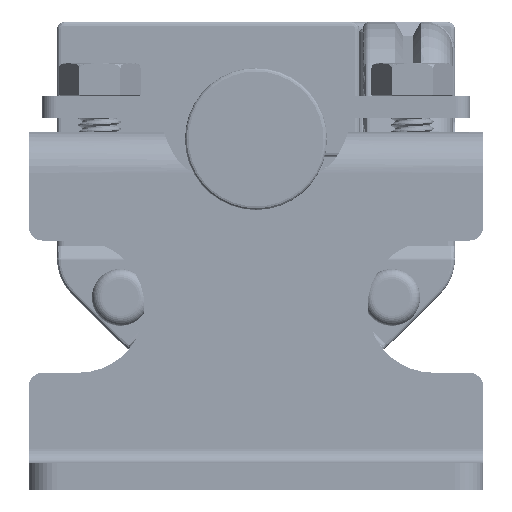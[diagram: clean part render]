
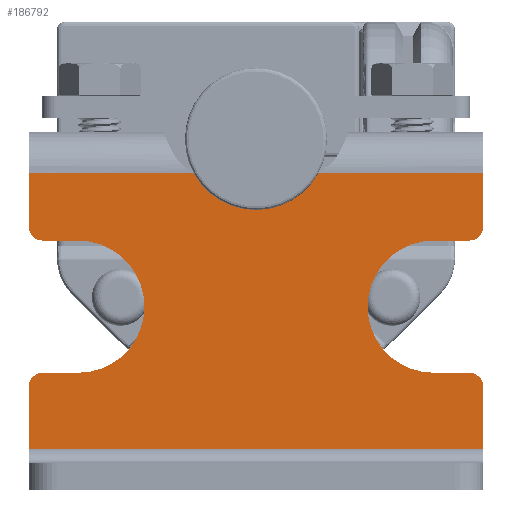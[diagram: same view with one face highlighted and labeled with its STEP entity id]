
A CAD part, front view. The second image highlights one B-rep face of the part: STEP entity #186792.
In plain terms, the highlighted planar face has unit normal (0, -1, 0).
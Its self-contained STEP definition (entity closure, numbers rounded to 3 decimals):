
#176250=CARTESIAN_POINT('',(-3.666,-1.9,21.3));
#176251=DIRECTION('',(0.,-1.,0.));
#176252=DIRECTION('',(0.733,0.,0.68));
#176253=AXIS2_PLACEMENT_3D('',#176250,#176251,#176252);
#176255=CARTESIAN_POINT('',(0.,-1.9,24.7));
#176256=DIRECTION('',(0.,1.,0.));
#176257=DIRECTION('',(0.733,0.,-0.68));
#176258=AXIS2_PLACEMENT_3D('',#176255,#176256,#176257);
#176260=CARTESIAN_POINT('',(3.666,-1.9,21.3));
#176261=DIRECTION('',(0.,-1.,0.));
#176262=DIRECTION('',(0.,0.,1.));
#176263=AXIS2_PLACEMENT_3D('',#176260,#176261,#176262);
#176265=DIRECTION('',(-1.,0.,0.));
#176266=VECTOR('',#176265,0.313);
#176267=CARTESIAN_POINT('',(3.979,-1.9,22.3));
#176268=LINE('',#176267,#176266);
#176269=CARTESIAN_POINT('',(15.,-1.9,18.55));
#176270=DIRECTION('',(0.,-1.,0.));
#176271=DIRECTION('',(0.,0.,-1.));
#176272=AXIS2_PLACEMENT_3D('',#176269,#176270,#176271);
#176274=DIRECTION('',(-1.,0.,0.));
#176275=VECTOR('',#176274,2.5);
#176276=CARTESIAN_POINT('',(15.,-1.9,17.55));
#176277=LINE('',#176276,#176275);
#176278=CARTESIAN_POINT('',(12.5,-1.9,12.9));
#176279=DIRECTION('',(0.,-1.,0.));
#176280=DIRECTION('',(0.,0.,1.));
#176281=AXIS2_PLACEMENT_3D('',#176278,#176279,#176280);
#176283=DIRECTION('',(-1.,0.,0.));
#176284=VECTOR('',#176283,2.5);
#176285=CARTESIAN_POINT('',(15.,-1.9,8.25));
#176286=LINE('',#176285,#176284);
#176287=CARTESIAN_POINT('',(15.,-1.9,7.25));
#176288=DIRECTION('',(0.,-1.,0.));
#176289=DIRECTION('',(1.,0.,0.));
#176290=AXIS2_PLACEMENT_3D('',#176287,#176288,#176289);
#176292=DIRECTION('',(1.,0.,0.));
#176293=VECTOR('',#176292,32.);
#176294=CARTESIAN_POINT('',(-16.,-1.9,2.9));
#176295=LINE('',#176294,#176293);
#176296=CARTESIAN_POINT('',(-15.,-1.9,7.25));
#176297=DIRECTION('',(0.,-1.,0.));
#176298=DIRECTION('',(0.,0.,1.));
#176299=AXIS2_PLACEMENT_3D('',#176296,#176297,#176298);
#176301=DIRECTION('',(1.,0.,0.));
#176302=VECTOR('',#176301,2.5);
#176303=CARTESIAN_POINT('',(-15.,-1.9,8.25));
#176304=LINE('',#176303,#176302);
#176305=CARTESIAN_POINT('',(-12.5,-1.9,12.9));
#176306=DIRECTION('',(0.,-1.,0.));
#176307=DIRECTION('',(0.,0.,-1.));
#176308=AXIS2_PLACEMENT_3D('',#176305,#176306,#176307);
#176310=DIRECTION('',(1.,0.,0.));
#176311=VECTOR('',#176310,2.5);
#176312=CARTESIAN_POINT('',(-15.,-1.9,17.55));
#176313=LINE('',#176312,#176311);
#176314=CARTESIAN_POINT('',(-15.,-1.9,18.55));
#176315=DIRECTION('',(0.,-1.,0.));
#176316=DIRECTION('',(-1.,0.,0.));
#176317=AXIS2_PLACEMENT_3D('',#176314,#176315,#176316);
#176319=DIRECTION('',(-1.,0.,0.));
#176320=VECTOR('',#176319,0.313);
#176321=CARTESIAN_POINT('',(-3.666,-1.9,22.3));
#176322=LINE('',#176321,#176320);
#176578=CARTESIAN_POINT('',(-3.979,-1.9,22.3));
#176580=DIRECTION('',(1.,0.,0.));
#176581=VECTOR('',#176580,12.021);
#176582=CARTESIAN_POINT('',(-16.,-1.9,22.3));
#176583=LINE('',#176582,#176581);
#177080=CARTESIAN_POINT('',(3.979,-1.9,22.3));
#177104=DIRECTION('',(1.,0.,0.));
#177105=VECTOR('',#177104,12.021);
#177106=CARTESIAN_POINT('',(3.979,-1.9,22.3));
#177107=LINE('',#177106,#177105);
#177128=DIRECTION('',(0.,0.,1.));
#177129=VECTOR('',#177128,3.75);
#177130=CARTESIAN_POINT('',(16.,-1.9,18.55));
#177131=LINE('',#177130,#177129);
#177164=DIRECTION('',(0.,0.,1.));
#177165=VECTOR('',#177164,4.35);
#177166=CARTESIAN_POINT('',(16.,-1.9,2.9));
#177167=LINE('',#177166,#177165);
#183205=DIRECTION('',(0.,0.,1.));
#183206=VECTOR('',#183205,3.75);
#183207=CARTESIAN_POINT('',(-16.,-1.9,18.55));
#183208=LINE('',#183207,#183206);
#183229=DIRECTION('',(0.,0.,1.));
#183230=VECTOR('',#183229,4.35);
#183231=CARTESIAN_POINT('',(-16.,-1.9,2.9));
#183232=LINE('',#183231,#183230);
#185778=CARTESIAN_POINT('',(12.5,-1.9,17.55));
#185779=CARTESIAN_POINT('',(12.5,-1.9,8.25));
#185780=VERTEX_POINT('',#185778);
#185781=VERTEX_POINT('',#185779);
#185782=CARTESIAN_POINT('',(-12.5,-1.9,8.25));
#185783=CARTESIAN_POINT('',(-12.5,-1.9,17.55));
#185784=VERTEX_POINT('',#185782);
#185785=VERTEX_POINT('',#185783);
#185810=CARTESIAN_POINT('',(16.,-1.9,7.25));
#185811=VERTEX_POINT('',#185810);
#185812=CARTESIAN_POINT('',(15.,-1.9,8.25));
#185813=VERTEX_POINT('',#185812);
#185818=CARTESIAN_POINT('',(15.,-1.9,17.55));
#185819=VERTEX_POINT('',#185818);
#185820=CARTESIAN_POINT('',(16.,-1.9,18.55));
#185821=VERTEX_POINT('',#185820);
#185826=CARTESIAN_POINT('',(-16.,-1.9,18.55));
#185827=VERTEX_POINT('',#185826);
#185828=CARTESIAN_POINT('',(-15.,-1.9,17.55));
#185829=VERTEX_POINT('',#185828);
#185834=CARTESIAN_POINT('',(-15.,-1.9,8.25));
#185835=VERTEX_POINT('',#185834);
#185836=CARTESIAN_POINT('',(-16.,-1.9,7.25));
#185837=VERTEX_POINT('',#185836);
#185846=CARTESIAN_POINT('',(-16.,-1.9,2.9));
#185847=VERTEX_POINT('',#185846);
#185848=CARTESIAN_POINT('',(-16.,-1.9,22.3));
#185849=VERTEX_POINT('',#185848);
#185850=CARTESIAN_POINT('',(16.,-1.9,2.9));
#185851=VERTEX_POINT('',#185850);
#185852=CARTESIAN_POINT('',(16.,-1.9,22.3));
#185853=VERTEX_POINT('',#185852);
#185944=VERTEX_POINT('',#176578);
#185945=VERTEX_POINT('',#177080);
#185954=CARTESIAN_POINT('',(-2.933,-1.9,21.98));
#185955=VERTEX_POINT('',#185954);
#185956=CARTESIAN_POINT('',(-3.666,-1.9,22.3));
#185957=VERTEX_POINT('',#185956);
#185962=CARTESIAN_POINT('',(3.666,-1.9,22.3));
#185963=VERTEX_POINT('',#185962);
#185964=CARTESIAN_POINT('',(2.933,-1.9,21.98));
#185965=VERTEX_POINT('',#185964);
#186742=CARTESIAN_POINT('',(-16.,-1.9,2.9));
#186743=DIRECTION('',(0.,1.,0.));
#186744=DIRECTION('',(0.,0.,1.));
#186745=AXIS2_PLACEMENT_3D('',#186742,#186743,#186744);
#186746=PLANE('',#186745);
#186748=ORIENTED_EDGE('',*,*,#186747,.F.);
#186750=ORIENTED_EDGE('',*,*,#186749,.F.);
#186752=ORIENTED_EDGE('',*,*,#186751,.F.);
#186754=ORIENTED_EDGE('',*,*,#186753,.F.);
#186756=ORIENTED_EDGE('',*,*,#186755,.T.);
#186758=ORIENTED_EDGE('',*,*,#186757,.F.);
#186760=ORIENTED_EDGE('',*,*,#186759,.F.);
#186762=ORIENTED_EDGE('',*,*,#186761,.T.);
#186764=ORIENTED_EDGE('',*,*,#186763,.T.);
#186766=ORIENTED_EDGE('',*,*,#186765,.F.);
#186768=ORIENTED_EDGE('',*,*,#186767,.F.);
#186770=ORIENTED_EDGE('',*,*,#186769,.F.);
#186771=ORIENTED_EDGE('',*,*,#186735,.F.);
#186773=ORIENTED_EDGE('',*,*,#186772,.T.);
#186775=ORIENTED_EDGE('',*,*,#186774,.F.);
#186777=ORIENTED_EDGE('',*,*,#186776,.T.);
#186779=ORIENTED_EDGE('',*,*,#186778,.T.);
#186781=ORIENTED_EDGE('',*,*,#186780,.F.);
#186783=ORIENTED_EDGE('',*,*,#186782,.F.);
#186785=ORIENTED_EDGE('',*,*,#186784,.T.);
#186787=ORIENTED_EDGE('',*,*,#186786,.T.);
#186789=ORIENTED_EDGE('',*,*,#186788,.F.);
#186790=EDGE_LOOP('',(#186748,#186750,#186752,#186754,#186756,#186758,#186760,
#186762,#186764,#186766,#186768,#186770,#186771,#186773,#186775,#186777,#186779,
#186781,#186783,#186785,#186787,#186789));
#186791=FACE_OUTER_BOUND('',#186790,.F.);
#186792=ADVANCED_FACE('',(#186791),#186746,.F.);
#176254=CIRCLE('',#176253,1.);
#176259=CIRCLE('',#176258,4.);
#176264=CIRCLE('',#176263,1.);
#176273=CIRCLE('',#176272,1.);
#176282=CIRCLE('',#176281,4.65);
#176291=CIRCLE('',#176290,1.);
#176300=CIRCLE('',#176299,1.);
#176309=CIRCLE('',#176308,4.65);
#176318=CIRCLE('',#176317,1.);
#186735=EDGE_CURVE('',#185847,#185851,#176295,.T.);
#186747=EDGE_CURVE('',#185955,#185957,#176254,.T.);
#186749=EDGE_CURVE('',#185965,#185955,#176259,.T.);
#186751=EDGE_CURVE('',#185963,#185965,#176264,.T.);
#186753=EDGE_CURVE('',#185945,#185963,#176268,.T.);
#186755=EDGE_CURVE('',#185945,#185853,#177107,.T.);
#186757=EDGE_CURVE('',#185821,#185853,#177131,.T.);
#186759=EDGE_CURVE('',#185819,#185821,#176273,.T.);
#186761=EDGE_CURVE('',#185819,#185780,#176277,.T.);
#186763=EDGE_CURVE('',#185780,#185781,#176282,.T.);
#186765=EDGE_CURVE('',#185813,#185781,#176286,.T.);
#186767=EDGE_CURVE('',#185811,#185813,#176291,.T.);
#186769=EDGE_CURVE('',#185851,#185811,#177167,.T.);
#186772=EDGE_CURVE('',#185847,#185837,#183232,.T.);
#186774=EDGE_CURVE('',#185835,#185837,#176300,.T.);
#186776=EDGE_CURVE('',#185835,#185784,#176304,.T.);
#186778=EDGE_CURVE('',#185784,#185785,#176309,.T.);
#186780=EDGE_CURVE('',#185829,#185785,#176313,.T.);
#186782=EDGE_CURVE('',#185827,#185829,#176318,.T.);
#186784=EDGE_CURVE('',#185827,#185849,#183208,.T.);
#186786=EDGE_CURVE('',#185849,#185944,#176583,.T.);
#186788=EDGE_CURVE('',#185957,#185944,#176322,.T.);
